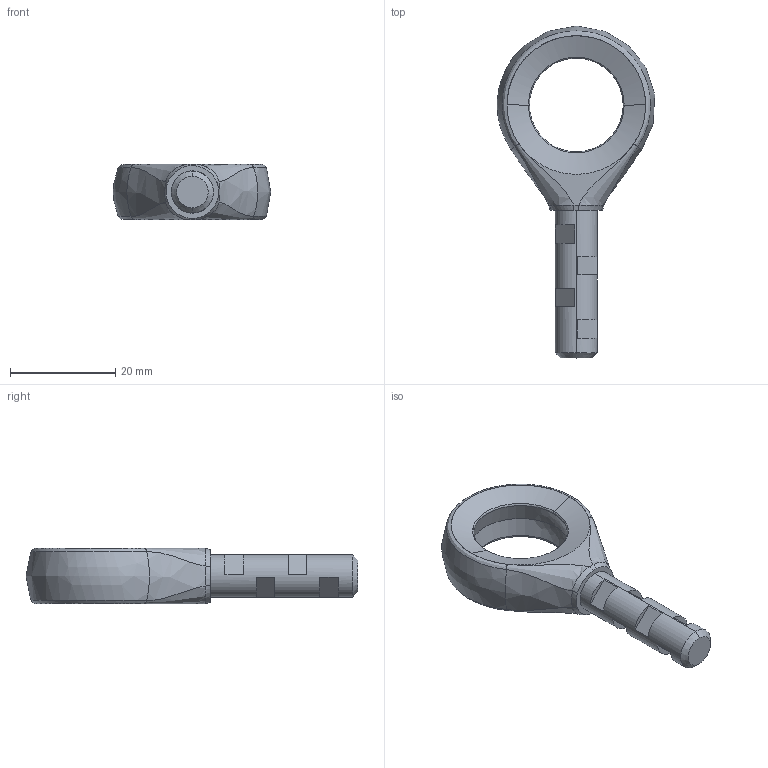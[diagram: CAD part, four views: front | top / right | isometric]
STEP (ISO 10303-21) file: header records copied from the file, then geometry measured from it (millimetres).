
FILE_DESCRIPTION (( 'STEP AP203' ), '1' );
FILE_NAME ('_D_KARM-10 CL KDGM Kopfteil_Default_sldprt.STEP', '2021-04-17T06:21:59', ( '' ), ( '' ), 'SwSTEP 2.0', 'SolidWorks 2013', '' );
FILE_SCHEMA (( 'CONFIG_CONTROL_DESIGN' ));
Length unit declared in the file: millimetre
Products named in the file (1): _D_KARM-10 CL KDGM Kopfteil_Default_sldprt
Bounding box: 29.88 x 63 x 10.5 mm (x, y, z)
Volume: 5953.5 mm3; surface area: 3106.3 mm2
Topology: 1 solids, 1 shells, 59 faces, 132 edges, 82 vertices
Faces by surface type: plane 28, bspline 23, cone 6, cylinder 2
Entity records: 3425 total; most frequent: CARTESIAN_POINT 2170, ORIENTED_EDGE 256, DIRECTION 204, EDGE_CURVE 128, VERTEX_POINT 82, AXIS2_PLACEMENT_3D 77, EDGE_LOOP 72, FACE_OUTER_BOUND 59
